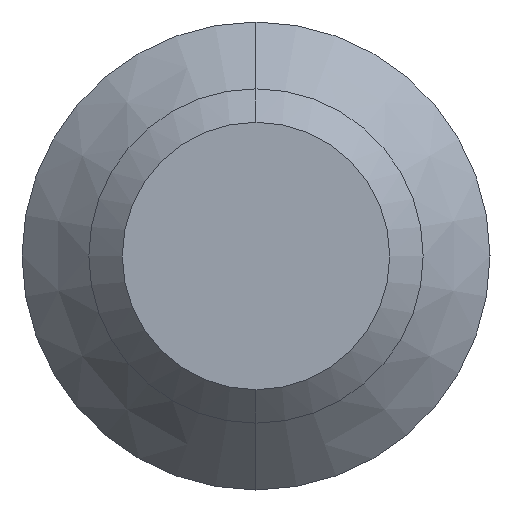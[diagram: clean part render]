
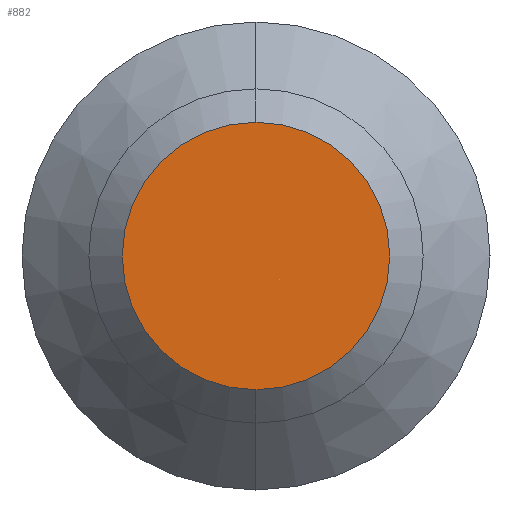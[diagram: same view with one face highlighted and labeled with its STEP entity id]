
A CAD part, left-side view. The second image highlights one B-rep face of the part: STEP entity #882.
In plain terms, the highlighted planar face has unit normal (-1, 0, 0).
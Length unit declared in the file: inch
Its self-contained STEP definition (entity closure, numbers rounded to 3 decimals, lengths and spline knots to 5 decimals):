
#59 = FACE_OUTER_BOUND ( 'NONE', #722, .T. ) ;
#118 = CIRCLE ( 'NONE', #310, 0.07874 ) ;
#192 = DIRECTION ( 'NONE',  ( 0., 0., -1. ) ) ;
#194 = DIRECTION ( 'NONE',  ( -1., 0., 0. ) ) ;
#195 = CARTESIAN_POINT ( 'NONE',  ( -39.18504, -0.07874, 0. ) ) ;
#208 = PLANE ( 'NONE',  #420 ) ;
#306 = AXIS2_PLACEMENT_3D ( 'NONE', #795, #792, #775 ) ;
#310 = AXIS2_PLACEMENT_3D ( 'NONE', #868, #834, #829 ) ;
#417 = CARTESIAN_POINT ( 'NONE',  ( -39.18504, 0., 0.07874 ) ) ;
#420 = AXIS2_PLACEMENT_3D ( 'NONE', #195, #194, #192 ) ;
#579 = VERTEX_POINT ( 'NONE', #867 ) ;
#722 = EDGE_LOOP ( 'NONE', ( #1077, #972 ) ) ;
#774 = VERTEX_POINT ( 'NONE', #417 ) ;
#775 = DIRECTION ( 'NONE',  ( 0., 0., 1. ) ) ;
#792 = DIRECTION ( 'NONE',  ( 1., 0., 0. ) ) ;
#795 = CARTESIAN_POINT ( 'NONE',  ( -39.18504, 0., 0. ) ) ;
#829 = DIRECTION ( 'NONE',  ( 0., 0., 1. ) ) ;
#834 = DIRECTION ( 'NONE',  ( 1., 0., 0. ) ) ;
#867 = CARTESIAN_POINT ( 'NONE',  ( -39.18504, 0., -0.07874 ) ) ;
#868 = CARTESIAN_POINT ( 'NONE',  ( -39.18504, 0., 0. ) ) ;
#882 = ADVANCED_FACE ( 'NONE', ( #59 ), #208, .T. ) ;
#972 = ORIENTED_EDGE ( 'NONE', *, *, #1092, .F. ) ;
#994 = CIRCLE ( 'NONE', #306, 0.07874 ) ;
#1077 = ORIENTED_EDGE ( 'NONE', *, *, #1082, .F. ) ;
#1082 = EDGE_CURVE ( 'NONE', #774, #579, #118, .T. ) ;
#1092 = EDGE_CURVE ( 'NONE', #579, #774, #994, .T. ) ;
